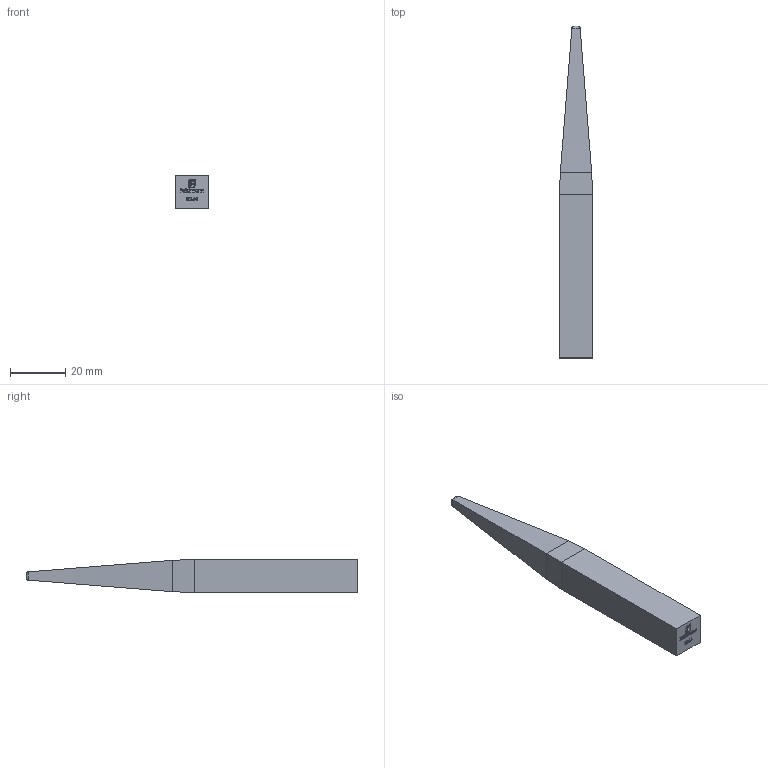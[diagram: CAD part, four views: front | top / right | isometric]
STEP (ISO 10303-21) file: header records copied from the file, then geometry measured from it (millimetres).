
FILE_DESCRIPTION (( 'STEP AP203' ), '1' );
FILE_NAME ('3244.STEP', '2023-04-18T09:12:32', ( '' ), ( '' ), 'SwSTEP 2.0', 'SolidWorks 2018', '' );
FILE_SCHEMA (( 'CONFIG_CONTROL_DESIGN' ));
Length unit declared in the file: millimetre
Products named in the file (1): 3244
Bounding box: 12 x 120 x 12 mm (x, y, z)
Volume: 12599.4 mm3; surface area: 4877.7 mm2
Topology: 1 solids, 1 shells, 235 faces, 633 edges, 418 vertices
Faces by surface type: plane 139, bspline 88, cylinder 8
Entity records: 11060 total; most frequent: CARTESIAN_POINT 5719, ORIENTED_EDGE 1266, DIRECTION 745, EDGE_CURVE 633, VECTOR 449, LINE 449, VERTEX_POINT 418, EDGE_LOOP 253
